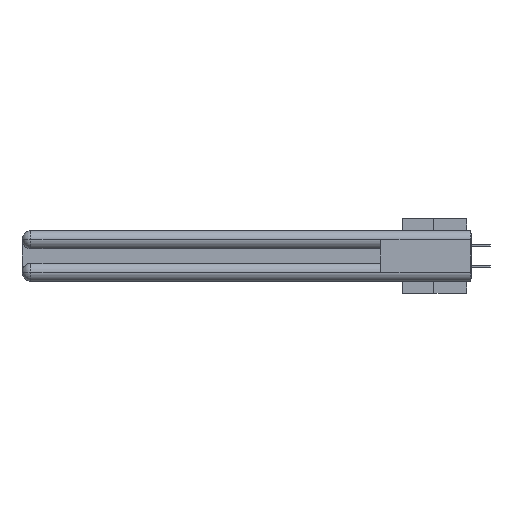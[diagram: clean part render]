
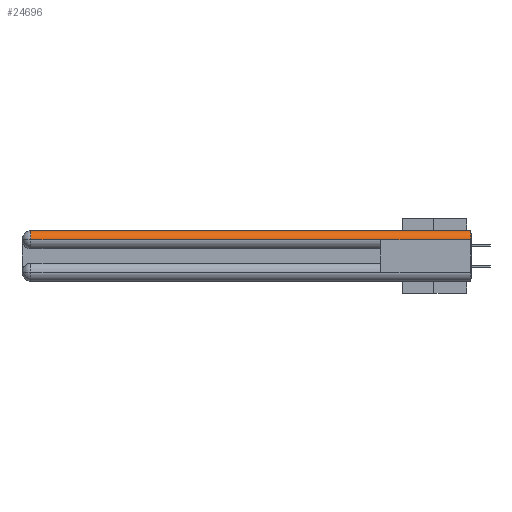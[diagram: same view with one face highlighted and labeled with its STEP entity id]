
A CAD part, left-side view. The second image highlights one B-rep face of the part: STEP entity #24696.
In plain terms, the highlighted cylindrical face has radius 1.562 mm (diameter 3.124 mm), a partial arc.
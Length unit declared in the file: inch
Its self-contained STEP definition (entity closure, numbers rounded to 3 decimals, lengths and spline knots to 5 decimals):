
#8 = EDGE_CURVE ( 'NONE', #10186, #10616, #1158, .T. ) ;
#10 = CARTESIAN_POINT ( 'NONE',  ( 0.0615, 2.94, -0.0615 ) ) ;
#226 = CARTESIAN_POINT ( 'NONE',  ( 0.0615, 0., -0.0615 ) ) ;
#1158 = LINE ( 'NONE', #23654, #2043 ) ;
#2043 = VECTOR ( 'NONE', #6837, 39.37008 ) ;
#2577 = ORIENTED_EDGE ( 'NONE', *, *, #12210, .F. ) ;
#5530 = DIRECTION ( 'NONE',  ( 1., 0., 0. ) ) ;
#5621 = ORIENTED_EDGE ( 'NONE', *, *, #8225, .T. ) ;
#5678 = DIRECTION ( 'NONE',  ( 0., -1., 0. ) ) ;
#5778 = DIRECTION ( 'NONE',  ( 0., -1., 0. ) ) ;
#6823 = VERTEX_POINT ( 'NONE', #16710 ) ;
#6837 = DIRECTION ( 'NONE',  ( 0., -1., 0. ) ) ;
#8225 = EDGE_CURVE ( 'NONE', #6823, #31599, #28052, .T. ) ;
#8416 = DIRECTION ( 'NONE',  ( 0., 0., 1. ) ) ;
#9310 = VERTEX_POINT ( 'NONE', #15938 ) ;
#9505 = DIRECTION ( 'NONE',  ( 0., 0., 1. ) ) ;
#9630 = DIRECTION ( 'NONE',  ( 0., 1., 0. ) ) ;
#10186 = VERTEX_POINT ( 'NONE', #16889 ) ;
#10564 = LINE ( 'NONE', #18923, #29052 ) ;
#10600 = CYLINDRICAL_SURFACE ( 'NONE', #22749, 0.0615 ) ;
#10616 = VERTEX_POINT ( 'NONE', #14169 ) ;
#10845 = CIRCLE ( 'NONE', #26314, 0.0615 ) ;
#12210 = EDGE_CURVE ( 'NONE', #10616, #9310, #29118, .T. ) ;
#12235 = ORIENTED_EDGE ( 'NONE', *, *, #13300, .F. ) ;
#13300 = EDGE_CURVE ( 'NONE', #9310, #31599, #10564, .T. ) ;
#14169 = CARTESIAN_POINT ( 'NONE',  ( 0.0615, 0., 0. ) ) ;
#14715 = AXIS2_PLACEMENT_3D ( 'NONE', #226, #5778, #5530 ) ;
#15884 = FACE_OUTER_BOUND ( 'NONE', #32357, .T. ) ;
#15938 = CARTESIAN_POINT ( 'NONE',  ( 0., 0., -0.0615 ) ) ;
#16710 = CARTESIAN_POINT ( 'NONE',  ( 0., 2.94, -0.0615 ) ) ;
#16889 = CARTESIAN_POINT ( 'NONE',  ( 0.0615, 2.94, 0. ) ) ;
#18143 = EDGE_CURVE ( 'NONE', #10186, #6823, #10845, .T. ) ;
#18923 = CARTESIAN_POINT ( 'NONE',  ( 0., 3., -0.0615 ) ) ;
#22037 = CARTESIAN_POINT ( 'NONE',  ( 0., 3., -0.0615 ) ) ;
#22749 = AXIS2_PLACEMENT_3D ( 'NONE', #32101, #9630, #9505 ) ;
#23496 = ORIENTED_EDGE ( 'NONE', *, *, #8, .F. ) ;
#23654 = CARTESIAN_POINT ( 'NONE',  ( 0.0615, 0., 0. ) ) ;
#24696 = ADVANCED_FACE ( 'NONE', ( #15884 ), #10600, .T. ) ;
#26314 = AXIS2_PLACEMENT_3D ( 'NONE', #10, #5678, #8416 ) ;
#27252 = DIRECTION ( 'NONE',  ( 0., 1., 0. ) ) ;
#28052 = LINE ( 'NONE', #22037, #28511 ) ;
#28511 = VECTOR ( 'NONE', #33583, 39.37008 ) ;
#29052 = VECTOR ( 'NONE', #27252, 39.37008 ) ;
#29118 = CIRCLE ( 'NONE', #14715, 0.0615 ) ;
#31599 = VERTEX_POINT ( 'NONE', #31924 ) ;
#31924 = CARTESIAN_POINT ( 'NONE',  ( 0., 0.6, -0.0615 ) ) ;
#32101 = CARTESIAN_POINT ( 'NONE',  ( 0.0615, 0., -0.0615 ) ) ;
#32253 = ORIENTED_EDGE ( 'NONE', *, *, #18143, .T. ) ;
#32357 = EDGE_LOOP ( 'NONE', ( #23496, #32253, #5621, #12235, #2577 ) ) ;
#33583 = DIRECTION ( 'NONE',  ( 0., -1., 0. ) ) ;
